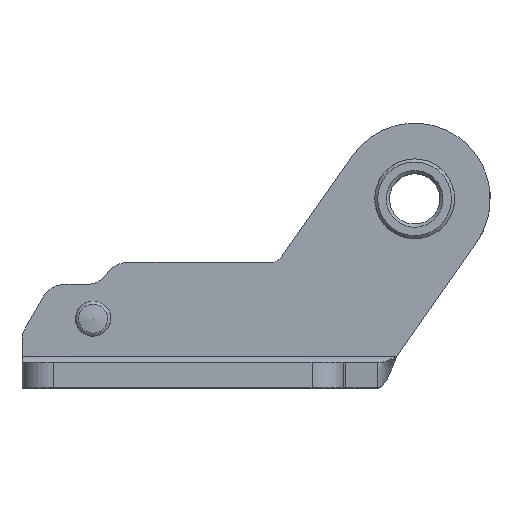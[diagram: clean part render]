
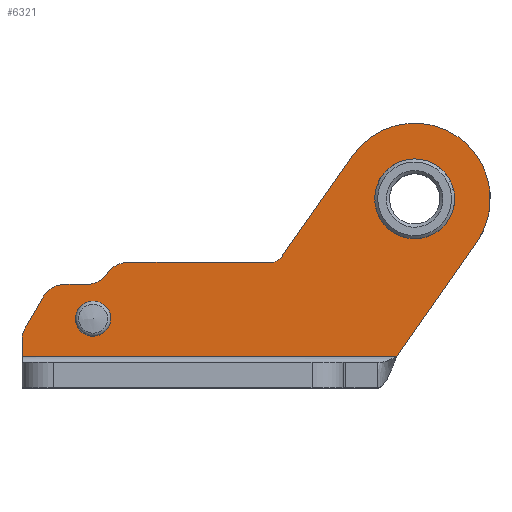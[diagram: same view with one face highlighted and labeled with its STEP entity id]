
A CAD part, top view. The second image highlights one B-rep face of the part: STEP entity #6321.
In plain terms, the highlighted planar face has unit normal (0, 0, 1).
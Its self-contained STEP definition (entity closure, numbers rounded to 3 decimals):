
#387=FACE_BOUND('',#694,.T.);
#388=FACE_BOUND('',#695,.T.);
#422=FACE_OUTER_BOUND('',#693,.T.);
#693=EDGE_LOOP('',(#4220,#4221,#4222,#4223,#4224,#4225,#4226,#4227,#4228,
#4229,#4230,#4231,#4232));
#694=EDGE_LOOP('',(#4233,#4234));
#695=EDGE_LOOP('',(#4235,#4236));
#1040=CIRCLE('',#6693,12.);
#1041=CIRCLE('',#6694,2.);
#1042=CIRCLE('',#6695,4.);
#1043=CIRCLE('',#6696,4.);
#1044=CIRCLE('',#6697,4.);
#1045=CIRCLE('',#6698,4.);
#1046=CIRCLE('',#6699,2.5);
#1047=CIRCLE('',#6700,2.5);
#1048=CIRCLE('',#6701,6.35);
#1049=CIRCLE('',#6702,6.35);
#1321=LINE('',#9170,#1874);
#1338=LINE('',#9319,#1891);
#1340=LINE('',#9323,#1893);
#1341=LINE('',#9328,#1894);
#1342=LINE('',#9332,#1895);
#1343=LINE('',#9338,#1896);
#1344=LINE('',#9342,#1897);
#1874=VECTOR('',#7402,10.);
#1891=VECTOR('',#7439,10.);
#1893=VECTOR('',#7443,10.);
#1894=VECTOR('',#7448,10.);
#1895=VECTOR('',#7451,10.);
#1896=VECTOR('',#7456,10.);
#1897=VECTOR('',#7459,10.);
#2497=VERTEX_POINT('',#9167);
#2498=VERTEX_POINT('',#9169);
#2509=VERTEX_POINT('',#9300);
#2512=VERTEX_POINT('',#9321);
#2513=VERTEX_POINT('',#9325);
#2514=VERTEX_POINT('',#9327);
#2515=VERTEX_POINT('',#9329);
#2516=VERTEX_POINT('',#9331);
#2517=VERTEX_POINT('',#9333);
#2518=VERTEX_POINT('',#9335);
#2519=VERTEX_POINT('',#9337);
#2520=VERTEX_POINT('',#9339);
#2521=VERTEX_POINT('',#9341);
#2522=VERTEX_POINT('',#9344);
#2523=VERTEX_POINT('',#9345);
#2524=VERTEX_POINT('',#9348);
#2525=VERTEX_POINT('',#9349);
#3144=EDGE_CURVE('',#2498,#2497,#1321,.T.);
#3167=EDGE_CURVE('',#2509,#2497,#1338,.T.);
#3169=EDGE_CURVE('',#2509,#2512,#1340,.T.);
#3170=EDGE_CURVE('',#2512,#2513,#1040,.T.);
#3171=EDGE_CURVE('',#2513,#2514,#1341,.T.);
#3172=EDGE_CURVE('',#2514,#2515,#1041,.T.);
#3173=EDGE_CURVE('',#2515,#2516,#1342,.T.);
#3174=EDGE_CURVE('',#2516,#2517,#1042,.T.);
#3175=EDGE_CURVE('',#2517,#2518,#1043,.T.);
#3176=EDGE_CURVE('',#2519,#2518,#1343,.T.);
#3177=EDGE_CURVE('',#2519,#2520,#1044,.T.);
#3178=EDGE_CURVE('',#2521,#2520,#1344,.T.);
#3179=EDGE_CURVE('',#2521,#2498,#1045,.T.);
#3180=EDGE_CURVE('',#2522,#2523,#1046,.T.);
#3181=EDGE_CURVE('',#2523,#2522,#1047,.T.);
#3182=EDGE_CURVE('',#2524,#2525,#1048,.T.);
#3183=EDGE_CURVE('',#2525,#2524,#1049,.T.);
#4220=ORIENTED_EDGE('',*,*,#3167,.F.);
#4221=ORIENTED_EDGE('',*,*,#3169,.T.);
#4222=ORIENTED_EDGE('',*,*,#3170,.T.);
#4223=ORIENTED_EDGE('',*,*,#3171,.T.);
#4224=ORIENTED_EDGE('',*,*,#3172,.T.);
#4225=ORIENTED_EDGE('',*,*,#3173,.T.);
#4226=ORIENTED_EDGE('',*,*,#3174,.T.);
#4227=ORIENTED_EDGE('',*,*,#3175,.T.);
#4228=ORIENTED_EDGE('',*,*,#3176,.F.);
#4229=ORIENTED_EDGE('',*,*,#3177,.T.);
#4230=ORIENTED_EDGE('',*,*,#3178,.F.);
#4231=ORIENTED_EDGE('',*,*,#3179,.T.);
#4232=ORIENTED_EDGE('',*,*,#3144,.T.);
#4233=ORIENTED_EDGE('',*,*,#3180,.T.);
#4234=ORIENTED_EDGE('',*,*,#3181,.T.);
#4235=ORIENTED_EDGE('',*,*,#3182,.F.);
#4236=ORIENTED_EDGE('',*,*,#3183,.F.);
#6094=PLANE('',#6692);
#6321=ADVANCED_FACE('',(#422,#387,#388),#6094,.F.);
#6692=AXIS2_PLACEMENT_3D('',#9324,#7444,#7445);
#6693=AXIS2_PLACEMENT_3D('',#9326,#7446,#7447);
#6694=AXIS2_PLACEMENT_3D('',#9330,#7449,#7450);
#6695=AXIS2_PLACEMENT_3D('',#9334,#7452,#7453);
#6696=AXIS2_PLACEMENT_3D('',#9336,#7454,#7455);
#6697=AXIS2_PLACEMENT_3D('',#9340,#7457,#7458);
#6698=AXIS2_PLACEMENT_3D('',#9343,#7460,#7461);
#6699=AXIS2_PLACEMENT_3D('',#9346,#7462,#7463);
#6700=AXIS2_PLACEMENT_3D('',#9347,#7464,#7465);
#6701=AXIS2_PLACEMENT_3D('',#9350,#7466,#7467);
#6702=AXIS2_PLACEMENT_3D('',#9351,#7468,#7469);
#7402=DIRECTION('',(0.,-1.,0.));
#7439=DIRECTION('',(-1.,0.,0.));
#7443=DIRECTION('',(0.574,0.819,0.));
#7444=DIRECTION('center_axis',(0.,0.,
-1.));
#7445=DIRECTION('ref_axis',(-1.,0.,0.));
#7446=DIRECTION('center_axis',(0.,0.,
1.));
#7447=DIRECTION('ref_axis',(-0.174,0.985,0.));
#7448=DIRECTION('',(-0.574,-0.819,0.));
#7449=DIRECTION('center_axis',(0.,0.,
-1.));
#7450=DIRECTION('ref_axis',(0.462,-0.887,0.));
#7451=DIRECTION('',(-1.,0.,0.));
#7452=DIRECTION('center_axis',(0.,0.,
1.));
#7453=DIRECTION('ref_axis',(0.,-1.,0.));
#7454=DIRECTION('center_axis',(0.,0.,
-1.));
#7455=DIRECTION('ref_axis',(0.5,-0.866,0.));
#7456=DIRECTION('',(1.,0.,0.));
#7457=DIRECTION('center_axis',(0.,0.,
1.));
#7458=DIRECTION('ref_axis',(-0.5,0.866,0.));
#7459=DIRECTION('',(0.5,0.866,0.));
#7460=DIRECTION('center_axis',(0.,0.,
1.));
#7461=DIRECTION('ref_axis',(-0.966,0.259,0.));
#7462=DIRECTION('center_axis',(0.,0.,
-1.));
#7463=DIRECTION('ref_axis',(-0.995,-0.096,0.));
#7464=DIRECTION('center_axis',(0.,0.,
-1.));
#7465=DIRECTION('ref_axis',(-0.995,-0.096,0.));
#7466=DIRECTION('center_axis',(0.,0.,
1.));
#7467=DIRECTION('ref_axis',(-1.,0.,0.));
#7468=DIRECTION('center_axis',(0.,0.,
1.));
#7469=DIRECTION('ref_axis',(-1.,0.,0.));
#9167=CARTESIAN_POINT('',(-62.28,5.,12.));
#9169=CARTESIAN_POINT('',(-62.28,7.554,12.));
#9170=CARTESIAN_POINT('',(-62.28,8.22,12.));
#9300=CARTESIAN_POINT('',(-2.856,5.,12.));
#9319=CARTESIAN_POINT('',(-42.01,5.,12.));
#9321=CARTESIAN_POINT('',(9.83,23.117,12.));
#9323=CARTESIAN_POINT('',(-0.601,8.22,12.));
#9324=CARTESIAN_POINT('Origin',(-21.741,20.647,12.));
#9325=CARTESIAN_POINT('',(-9.83,36.883,12.));
#9326=CARTESIAN_POINT('Origin',(0.,30.,12.));
#9327=CARTESIAN_POINT('',(-21.11,20.773,12.));
#9328=CARTESIAN_POINT('',(-2.947,46.713,12.));
#9329=CARTESIAN_POINT('',(-22.749,19.92,12.));
#9330=CARTESIAN_POINT('Origin',(-22.749,21.92,12.));
#9331=CARTESIAN_POINT('',(-45.475,19.92,12.));
#9332=CARTESIAN_POINT('',(-21.707,19.92,12.));
#9333=CARTESIAN_POINT('',(-48.782,18.17,12.));
#9334=CARTESIAN_POINT('Origin',(-45.475,15.92,12.));
#9335=CARTESIAN_POINT('',(-52.089,16.42,12.));
#9336=CARTESIAN_POINT('Origin',(-52.089,20.42,12.));
#9337=CARTESIAN_POINT('',(-55.471,16.42,12.));
#9338=CARTESIAN_POINT('',(-35.76,16.42,12.));
#9339=CARTESIAN_POINT('',(-58.935,14.42,12.));
#9340=CARTESIAN_POINT('Origin',(-55.471,12.42,12.));
#9341=CARTESIAN_POINT('',(-61.744,9.554,12.));
#9342=CARTESIAN_POINT('',(-52.36,25.808,12.));
#9343=CARTESIAN_POINT('Origin',(-58.28,7.554,12.));
#9344=CARTESIAN_POINT('',(-48.512,11.24,12.));
#9345=CARTESIAN_POINT('',(-53.488,10.76,12.));
#9346=CARTESIAN_POINT('Origin',(-51.,11.,12.));
#9347=CARTESIAN_POINT('Origin',(-51.,11.,12.));
#9348=CARTESIAN_POINT('',(-6.35,30.,12.));
#9349=CARTESIAN_POINT('',(6.35,30.,12.));
#9350=CARTESIAN_POINT('Origin',(0.,30.,12.));
#9351=CARTESIAN_POINT('Origin',(0.,30.,12.));
